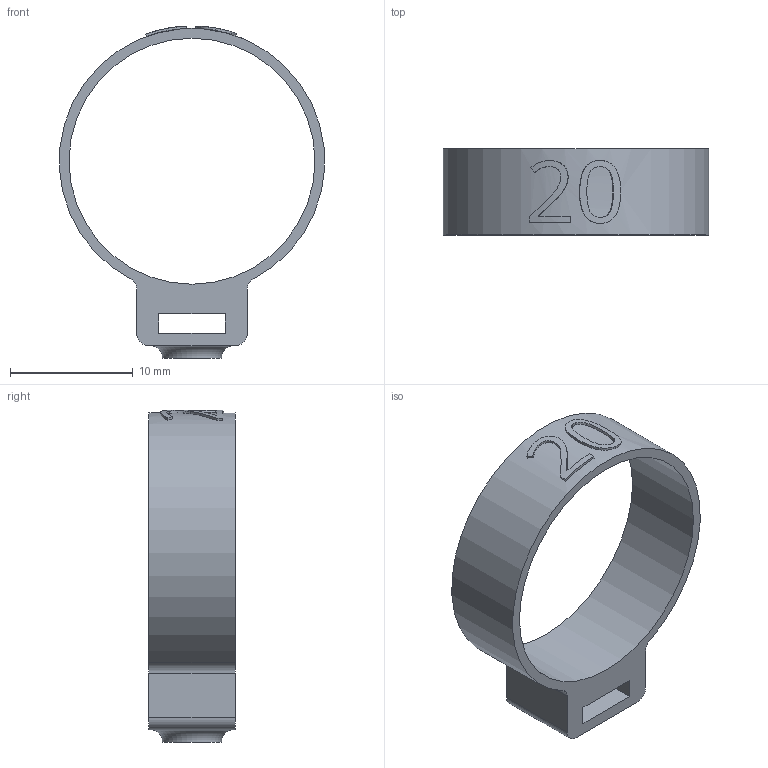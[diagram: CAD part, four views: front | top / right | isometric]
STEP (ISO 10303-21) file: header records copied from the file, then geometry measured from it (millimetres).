
FILE_DESCRIPTION(/* description */ ('STEP AP242','CAx-IF Rec.Pracs.---Representation and Presentation of Product Manufacturing Information (PMI)---4.0---2014-10-13','CAx-IF Rec.Pracs.---3D Tessellated Geometry---0.4---2014-09-14','2;1'),/* implementation_level */ '2;1');
FILE_NAME(/* name */ '65f2eebe3aa1670b687e411a',/* time_stamp */ '2024-03-14T12:34:07Z',/* author */ (''),/* organization */ (''),/* preprocessor_version */ 'ST-DEVELOPER v19.4',/* originating_system */ ' ',/* authorisation */ ' ');
FILE_SCHEMA (('AP242_MANAGED_MODEL_BASED_3D_ENGINEERING_MIM_LF { 1 0 10303 442 1 1 4 }'));
Length unit declared in the file: metre
Products named in the file (1): Finger ring
Bounding box: 21.56 x 7 x 27 mm (x, y, z)
Volume: 605.9 mm3; surface area: 1268.6 mm2
Topology: 1 solids, 1 shells, 57 faces, 153 edges, 102 vertices
Faces by surface type: bspline 31, plane 15, cylinder 10, torus 1
Full cylindrical faces by diameter (mm): 2 x1, 20 x1
Entity records: 2259 total; most frequent: CARTESIAN_POINT 1064, ORIENTED_EDGE 300, EDGE_CURVE 150, DIRECTION 130, VERTEX_POINT 102, B_SPLINE_CURVE_WITH_KNOTS 94, EDGE_LOOP 70, FACE_BOUND 70
